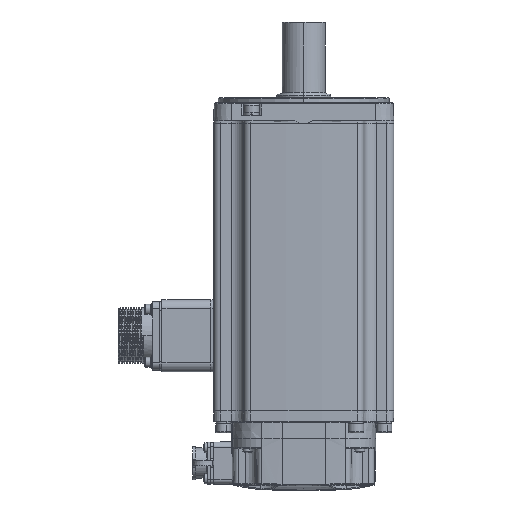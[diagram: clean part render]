
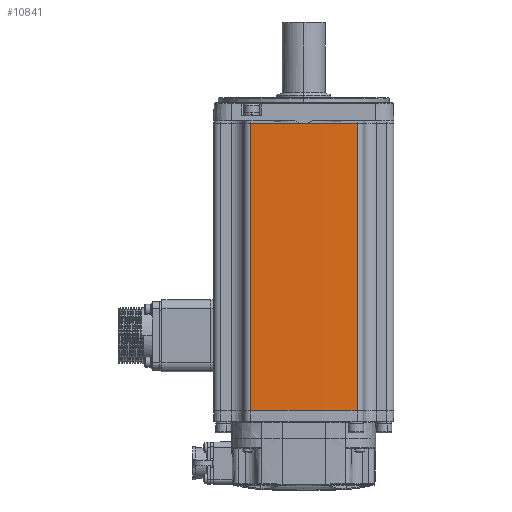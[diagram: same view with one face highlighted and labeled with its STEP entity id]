
A CAD part, left-side view. The second image highlights one B-rep face of the part: STEP entity #10841.
In plain terms, the highlighted cylindrical face has radius 500 mm (diameter 1000 mm), a partial arc.
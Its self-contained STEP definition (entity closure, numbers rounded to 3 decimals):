
#1787 = DIRECTION ( 'NONE',  ( 0., 0., -1. ) ) ;
#2264 = FACE_OUTER_BOUND ( 'NONE', #21803, .T. ) ;
#3082 = CARTESIAN_POINT ( 'NONE',  ( -49.121, 29.637, -159.5 ) ) ;
#3640 = VECTOR ( 'NONE', #34150, 1000. ) ;
#3826 = AXIS2_PLACEMENT_3D ( 'NONE', #12760, #6912, #9853 ) ;
#4007 = AXIS2_PLACEMENT_3D ( 'NONE', #19217, #1787, #22153 ) ;
#4556 = LINE ( 'NONE', #31203, #3640 ) ;
#6912 = DIRECTION ( 'NONE',  ( 0., 0., 1. ) ) ;
#8547 = VERTEX_POINT ( 'NONE', #34097 ) ;
#9107 = CYLINDRICAL_SURFACE ( 'NONE', #3826, 500. ) ;
#9451 = ORIENTED_EDGE ( 'NONE', *, *, #26956, .T. ) ;
#9853 = DIRECTION ( 'NONE',  ( 1., 0., 0. ) ) ;
#10260 = DIRECTION ( 'NONE',  ( 0., 0., -1. ) ) ;
#10608 = VERTEX_POINT ( 'NONE', #31965 ) ;
#10841 = ADVANCED_FACE ( 'NONE', ( #2264 ), #9107, .T. ) ;
#12585 = VECTOR ( 'NONE', #22993, 1000. ) ;
#12760 = CARTESIAN_POINT ( 'NONE',  ( 450., 0., -159.5 ) ) ;
#15206 = VERTEX_POINT ( 'NONE', #3082 ) ;
#15760 = ORIENTED_EDGE ( 'NONE', *, *, #28975, .T. ) ;
#16529 = EDGE_CURVE ( 'NONE', #8547, #15206, #22038, .T. ) ;
#19217 = CARTESIAN_POINT ( 'NONE',  ( 450., 0., -159.5 ) ) ;
#20928 = VERTEX_POINT ( 'NONE', #35385 ) ;
#21274 = LINE ( 'NONE', #37597, #12585 ) ;
#21803 = EDGE_LOOP ( 'NONE', ( #26090, #9451, #15760, #31846 ) ) ;
#22038 = CIRCLE ( 'NONE', #4007, 500. ) ;
#22153 = DIRECTION ( 'NONE',  ( 1., 0., 0. ) ) ;
#22993 = DIRECTION ( 'NONE',  ( 0., 0., 1. ) ) ;
#26090 = ORIENTED_EDGE ( 'NONE', *, *, #16529, .F. ) ;
#26956 = EDGE_CURVE ( 'NONE', #8547, #20928, #21274, .T. ) ;
#27770 = CARTESIAN_POINT ( 'NONE',  ( 450., 0., 0. ) ) ;
#28515 = AXIS2_PLACEMENT_3D ( 'NONE', #27770, #10260, #30683 ) ;
#28975 = EDGE_CURVE ( 'NONE', #20928, #10608, #37270, .T. ) ;
#30683 = DIRECTION ( 'NONE',  ( 1., 0., 0. ) ) ;
#31203 = CARTESIAN_POINT ( 'NONE',  ( -49.121, 29.637, -159.5 ) ) ;
#31846 = ORIENTED_EDGE ( 'NONE', *, *, #36929, .T. ) ;
#31965 = CARTESIAN_POINT ( 'NONE',  ( -49.121, 29.637, 0. ) ) ;
#34097 = CARTESIAN_POINT ( 'NONE',  ( -49.121, -29.637, -159.5 ) ) ;
#34150 = DIRECTION ( 'NONE',  ( 0., 0., -1. ) ) ;
#35385 = CARTESIAN_POINT ( 'NONE',  ( -49.121, -29.637, 0. ) ) ;
#36929 = EDGE_CURVE ( 'NONE', #10608, #15206, #4556, .T. ) ;
#37270 = CIRCLE ( 'NONE', #28515, 500. ) ;
#37597 = CARTESIAN_POINT ( 'NONE',  ( -49.121, -29.637, -159.5 ) ) ;
